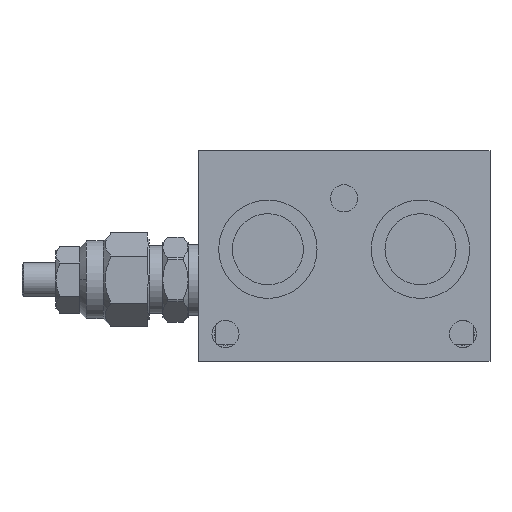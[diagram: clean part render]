
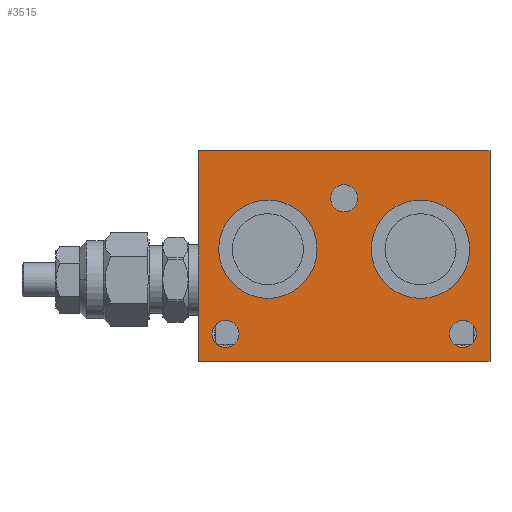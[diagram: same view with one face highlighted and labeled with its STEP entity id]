
A CAD part, front view. The second image highlights one B-rep face of the part: STEP entity #3515.
In plain terms, the highlighted planar face has unit normal (0, -1, 0).
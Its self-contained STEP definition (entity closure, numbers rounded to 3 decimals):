
#2697 = EDGE_CURVE( '', #3039, #5275, #7644, .T. );
#2737 = EDGE_CURVE( '', #3461, #3775, #7693, .T. );
#2747 = EDGE_CURVE( '', #7249, #4953, #7704, .T. );
#3039 = VERTEX_POINT( '', #8031 );
#3461 = VERTEX_POINT( '', #8505 );
#3515 = ADVANCED_FACE( '', ( #8566, #8567, #8568, #8569, #8570, #8571 ), #8572, .F. );
#3717 = VERTEX_POINT( '', #8791 );
#3775 = VERTEX_POINT( '', #8856 );
#3801 = VERTEX_POINT( '', #8884 );
#3895 = VERTEX_POINT( '', #8988 );
#3909 = EDGE_CURVE( '', #6199, #6473, #9003, .T. );
#4191 = EDGE_CURVE( '', #3775, #3461, #9317, .T. );
#4457 = VERTEX_POINT( '', #9608 );
#4943 = EDGE_CURVE( '', #4457, #3717, #10195, .T. );
#4953 = VERTEX_POINT( '', #10207 );
#5241 = VERTEX_POINT( '', #10527 );
#5275 = VERTEX_POINT( '', #10563 );
#5517 = EDGE_CURVE( '', #7097, #5241, #10857, .T. );
#5567 = EDGE_CURVE( '', #5241, #4953, #10913, .T. );
#6025 = EDGE_CURVE( '', #5275, #3039, #11417, .T. );
#6199 = VERTEX_POINT( '', #11612 );
#6291 = EDGE_CURVE( '', #3717, #4457, #11718, .T. );
#6295 = EDGE_CURVE( '', #3895, #3801, #11722, .T. );
#6473 = VERTEX_POINT( '', #11921 );
#6513 = EDGE_CURVE( '', #7249, #7097, #11964, .T. );
#6947 = EDGE_CURVE( '', #6473, #6199, #12457, .T. );
#7097 = VERTEX_POINT( '', #12621 );
#7249 = VERTEX_POINT( '', #12789 );
#7279 = EDGE_CURVE( '', #3801, #3895, #12825, .T. );
#7644 = CIRCLE( '', #13287, 14.5 );
#7693 = CIRCLE( '', #13347, 4. );
#7704 = LINE( '', #13361, #13362 );
#8031 = CARTESIAN_POINT( '', ( 285., 0., 78. ) );
#8505 = CARTESIAN_POINT( '', ( 353., 0., 53. ) );
#8566 = FACE_BOUND( '', #14540, .T. );
#8567 = FACE_BOUND( '', #14541, .T. );
#8568 = FACE_BOUND( '', #14542, .T. );
#8569 = FACE_BOUND( '', #14543, .T. );
#8570 = FACE_BOUND( '', #14544, .T. );
#8571 = FACE_OUTER_BOUND( '', #14545, .T. );
#8572 = PLANE( '', #14546 );
#8791 = CARTESIAN_POINT( '', ( 330., 0., 78. ) );
#8856 = CARTESIAN_POINT( '', ( 361., 0., 53. ) );
#8884 = CARTESIAN_POINT( '', ( 326., 0., 93. ) );
#8988 = CARTESIAN_POINT( '', ( 318., 0., 93. ) );
#9003 = CIRCLE( '', #15184, 4. );
#9317 = CIRCLE( '', #15636, 4. );
#9608 = CARTESIAN_POINT( '', ( 359., 0., 78. ) );
#10195 = CIRCLE( '', #16936, 14.5 );
#10207 = CARTESIAN_POINT( '', ( 279., 0., 45. ) );
#10527 = CARTESIAN_POINT( '', ( 365., 0., 45. ) );
#10563 = CARTESIAN_POINT( '', ( 314., 0., 78. ) );
#10857 = LINE( '', #17861, #17862 );
#10913 = LINE( '', #17949, #17950 );
#11417 = CIRCLE( '', #18710, 14.5 );
#11612 = CARTESIAN_POINT( '', ( 283., 0., 53. ) );
#11718 = CIRCLE( '', #19148, 14.5 );
#11722 = CIRCLE( '', #19154, 4. );
#11921 = CARTESIAN_POINT( '', ( 291., 0., 53. ) );
#11964 = LINE( '', #19471, #19472 );
#12457 = CIRCLE( '', #20138, 4. );
#12621 = CARTESIAN_POINT( '', ( 365., 0., 107. ) );
#12789 = CARTESIAN_POINT( '', ( 279., 0., 107. ) );
#12825 = CIRCLE( '', #20689, 4. );
#13287 = AXIS2_PLACEMENT_3D( '', #21177, #21178, #21179 );
#13347 = AXIS2_PLACEMENT_3D( '', #21268, #21269, #21270 );
#13361 = CARTESIAN_POINT( '', ( 279., 0., 76. ) );
#13362 = VECTOR( '', #21280, 1. );
#14540 = EDGE_LOOP( '', ( #22365, #22366 ) );
#14541 = EDGE_LOOP( '', ( #22367, #22368 ) );
#14542 = EDGE_LOOP( '', ( #22369, #22370 ) );
#14543 = EDGE_LOOP( '', ( #22371, #22372 ) );
#14544 = EDGE_LOOP( '', ( #22373, #22374 ) );
#14545 = EDGE_LOOP( '', ( #22375, #22376, #22377, #22378 ) );
#14546 = AXIS2_PLACEMENT_3D( '', #22379, #22380, #22381 );
#15184 = AXIS2_PLACEMENT_3D( '', #22820, #22821, #22822 );
#15636 = AXIS2_PLACEMENT_3D( '', #23189, #23190, #23191 );
#16936 = AXIS2_PLACEMENT_3D( '', #24260, #24261, #24262 );
#17861 = CARTESIAN_POINT( '', ( 365., 0., 76. ) );
#17862 = VECTOR( '', #25103, 1. );
#17949 = CARTESIAN_POINT( '', ( 322., 0., 45. ) );
#17950 = VECTOR( '', #25179, 1. );
#18710 = AXIS2_PLACEMENT_3D( '', #25782, #25783, #25784 );
#19148 = AXIS2_PLACEMENT_3D( '', #26132, #26133, #26134 );
#19154 = AXIS2_PLACEMENT_3D( '', #26138, #26139, #26140 );
#19471 = CARTESIAN_POINT( '', ( 322., 0., 107. ) );
#19472 = VECTOR( '', #26395, 1. );
#20138 = AXIS2_PLACEMENT_3D( '', #27003, #27004, #27005 );
#20689 = AXIS2_PLACEMENT_3D( '', #27439, #27440, #27441 );
#21177 = CARTESIAN_POINT( '', ( 299.5, 0., 78. ) );
#21178 = DIRECTION( '', ( 0., 1., 0. ) );
#21179 = DIRECTION( '', ( 1., 0., 0. ) );
#21268 = CARTESIAN_POINT( '', ( 357., 0., 53. ) );
#21269 = DIRECTION( '', ( 0., 1., 0. ) );
#21270 = DIRECTION( '', ( 1., 0., 0. ) );
#21280 = DIRECTION( '', ( 0., 0., -1. ) );
#22365 = ORIENTED_EDGE( '', *, *, #7279, .T. );
#22366 = ORIENTED_EDGE( '', *, *, #6295, .T. );
#22367 = ORIENTED_EDGE( '', *, *, #6947, .T. );
#22368 = ORIENTED_EDGE( '', *, *, #3909, .T. );
#22369 = ORIENTED_EDGE( '', *, *, #4943, .T. );
#22370 = ORIENTED_EDGE( '', *, *, #6291, .T. );
#22371 = ORIENTED_EDGE( '', *, *, #6025, .T. );
#22372 = ORIENTED_EDGE( '', *, *, #2697, .T. );
#22373 = ORIENTED_EDGE( '', *, *, #4191, .T. );
#22374 = ORIENTED_EDGE( '', *, *, #2737, .T. );
#22375 = ORIENTED_EDGE( '', *, *, #2747, .T. );
#22376 = ORIENTED_EDGE( '', *, *, #5567, .F. );
#22377 = ORIENTED_EDGE( '', *, *, #5517, .F. );
#22378 = ORIENTED_EDGE( '', *, *, #6513, .F. );
#22379 = CARTESIAN_POINT( '', ( 322., 0., 76. ) );
#22380 = DIRECTION( '', ( 0., 1., 0. ) );
#22381 = DIRECTION( '', ( 0., 0., 1. ) );
#22820 = CARTESIAN_POINT( '', ( 287., 0., 53. ) );
#22821 = DIRECTION( '', ( 0., 1., 0. ) );
#22822 = DIRECTION( '', ( 1., 0., 0. ) );
#23189 = CARTESIAN_POINT( '', ( 357., 0., 53. ) );
#23190 = DIRECTION( '', ( 0., 1., 0. ) );
#23191 = DIRECTION( '', ( 1., 0., 0. ) );
#24260 = CARTESIAN_POINT( '', ( 344.5, 0., 78. ) );
#24261 = DIRECTION( '', ( 0., 1., 0. ) );
#24262 = DIRECTION( '', ( 1., 0., 0. ) );
#25103 = DIRECTION( '', ( 0., 0., -1. ) );
#25179 = DIRECTION( '', ( -1., 0., 0. ) );
#25782 = CARTESIAN_POINT( '', ( 299.5, 0., 78. ) );
#25783 = DIRECTION( '', ( 0., 1., 0. ) );
#25784 = DIRECTION( '', ( 1., 0., 0. ) );
#26132 = CARTESIAN_POINT( '', ( 344.5, 0., 78. ) );
#26133 = DIRECTION( '', ( 0., 1., 0. ) );
#26134 = DIRECTION( '', ( 1., 0., 0. ) );
#26138 = CARTESIAN_POINT( '', ( 322., 0., 93. ) );
#26139 = DIRECTION( '', ( 0., 1., 0. ) );
#26140 = DIRECTION( '', ( 1., 0., 0. ) );
#26395 = DIRECTION( '', ( 1., 0., 0. ) );
#27003 = CARTESIAN_POINT( '', ( 287., 0., 53. ) );
#27004 = DIRECTION( '', ( 0., 1., 0. ) );
#27005 = DIRECTION( '', ( 1., 0., 0. ) );
#27439 = CARTESIAN_POINT( '', ( 322., 0., 93. ) );
#27440 = DIRECTION( '', ( 0., 1., 0. ) );
#27441 = DIRECTION( '', ( 1., 0., 0. ) );
